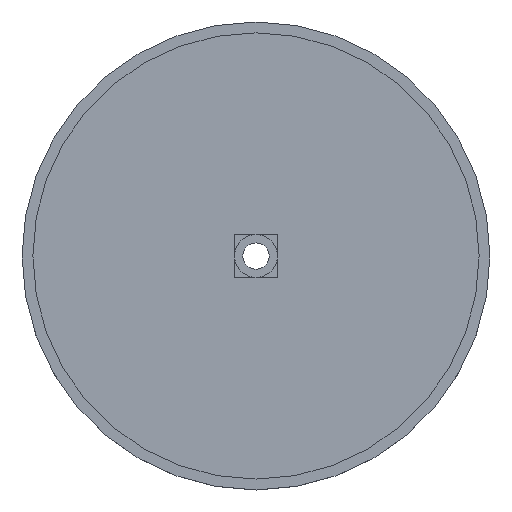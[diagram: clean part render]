
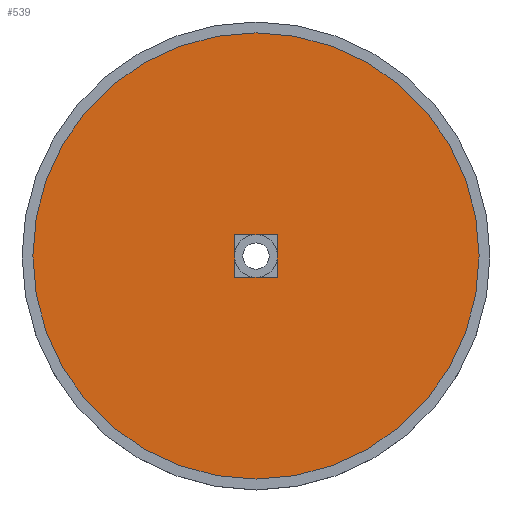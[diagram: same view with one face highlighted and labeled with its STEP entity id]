
A CAD part, top view. The second image highlights one B-rep face of the part: STEP entity #539.
In plain terms, the highlighted planar face has unit normal (0, 0, 1).
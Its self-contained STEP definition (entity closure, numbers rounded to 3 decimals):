
#148=CARTESIAN_POINT('',(0.,0.,8.5));
#149=DIRECTION('',(0.,0.,1.));
#150=DIRECTION('',(-1.,0.,0.));
#151=AXIS2_PLACEMENT_3D('',#148,#149,#150);
#156=CARTESIAN_POINT('',(0.,0.,8.5));
#157=DIRECTION('',(0.,0.,1.));
#158=DIRECTION('',(1.,0.,0.));
#159=AXIS2_PLACEMENT_3D('',#156,#157,#158);
#164=DIRECTION('',(-1.,0.,0.));
#165=VECTOR('',#164,7.5);
#166=CARTESIAN_POINT('',(3.75,-3.75,8.5));
#167=LINE('',#166,#165);
#171=DIRECTION('',(0.,-1.,0.));
#172=VECTOR('',#171,7.5);
#173=CARTESIAN_POINT('',(3.75,3.75,8.5));
#174=LINE('',#173,#172);
#178=DIRECTION('',(1.,0.,0.));
#179=VECTOR('',#178,7.5);
#180=CARTESIAN_POINT('',(-3.75,3.75,8.5));
#181=LINE('',#180,#179);
#185=DIRECTION('',(0.,1.,0.));
#186=VECTOR('',#185,7.5);
#187=CARTESIAN_POINT('',(-3.75,-3.75,8.5));
#188=LINE('',#187,#186);
#388=CARTESIAN_POINT('',(-39.15,0.,8.5));
#389=VERTEX_POINT('',#388);
#390=CARTESIAN_POINT('',(-3.75,-3.75,8.5));
#391=CARTESIAN_POINT('',(-3.75,3.75,8.5));
#392=VERTEX_POINT('',#390);
#393=VERTEX_POINT('',#391);
#394=CARTESIAN_POINT('',(3.75,3.75,8.5));
#395=VERTEX_POINT('',#394);
#396=CARTESIAN_POINT('',(3.75,-3.75,8.5));
#397=VERTEX_POINT('',#396);
#398=CARTESIAN_POINT('',(39.15,0.,8.5));
#399=VERTEX_POINT('',#398);
#520=CARTESIAN_POINT('',(0.,0.,8.5));
#521=DIRECTION('',(0.,0.,1.));
#522=DIRECTION('',(1.,0.,0.));
#523=AXIS2_PLACEMENT_3D('',#520,#521,#522);
#524=PLANE('',#523);
#526=ORIENTED_EDGE('',*,*,#525,.F.);
#528=ORIENTED_EDGE('',*,*,#527,.F.);
#529=EDGE_LOOP('',(#526,#528));
#530=FACE_OUTER_BOUND('',#529,.F.);
#532=ORIENTED_EDGE('',*,*,#531,.F.);
#533=ORIENTED_EDGE('',*,*,#513,.F.);
#534=ORIENTED_EDGE('',*,*,#486,.F.);
#536=ORIENTED_EDGE('',*,*,#535,.F.);
#537=EDGE_LOOP('',(#532,#533,#534,#536));
#538=FACE_BOUND('',#537,.F.);
#539=ADVANCED_FACE('',(#530,#538),#524,.T.);
#152=CIRCLE('',#151,39.15);
#160=CIRCLE('',#159,39.15);
#486=EDGE_CURVE('',#393,#395,#181,.T.);
#513=EDGE_CURVE('',#395,#397,#174,.T.);
#525=EDGE_CURVE('',#389,#399,#152,.T.);
#527=EDGE_CURVE('',#399,#389,#160,.T.);
#531=EDGE_CURVE('',#397,#392,#167,.T.);
#535=EDGE_CURVE('',#392,#393,#188,.T.);
